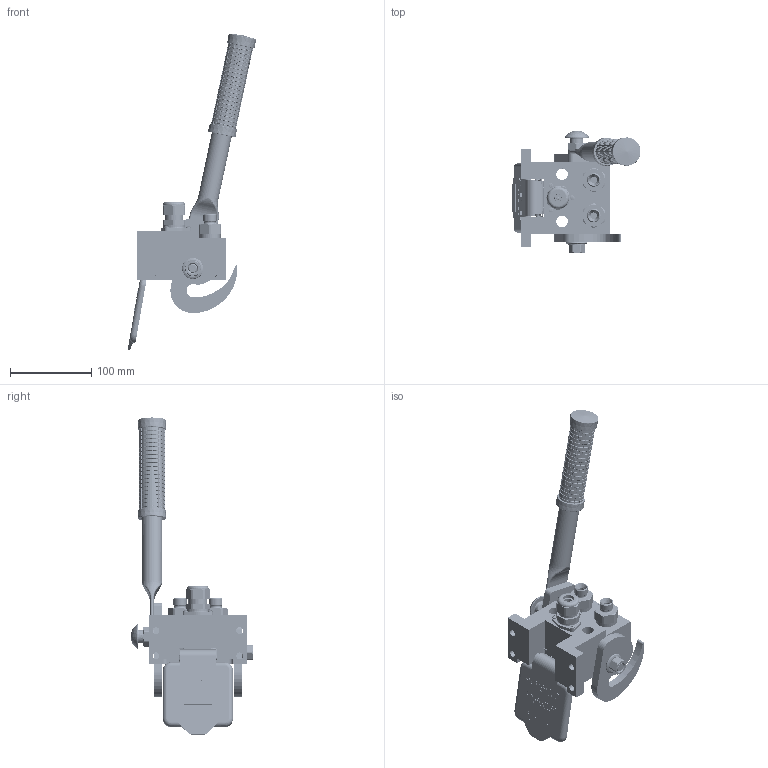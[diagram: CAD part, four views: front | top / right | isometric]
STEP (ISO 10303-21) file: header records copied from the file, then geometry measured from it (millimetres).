
FILE_DESCRIPTION (( 'STEP AP214' ), '1' );
FILE_NAME ('FASTER.step', '2024-06-05T08:04:14', ( '' ), ( '' ), 'SwSTEP 2.0', 'SolidWorks 2017', '' );
FILE_SCHEMA (( 'AUTOMOTIVE_DESIGN' ));
Length unit declared in the file: millimetre
Products named in the file (42): Copia di 4850_007_0001_000.prt^corspel08-7_f; 4830_025_0000_001; Copia di 4850_032_0000_000.prt^Copia di inspel08-7_f.asm_corspel08-7_f; 4820_024_1001_020; 4830_044_0000_000; 4830_070_0000_001; A_2ffnb3816_38gf; corspel08-7_f; 4830_025_1000_000; 2ffnb3816_38gf; 4830_022_0000_011; 0048_042_0412_000; sicura_p5; 4820_024_1001_000; 4820_001_0004_000; 4820_024_1001_010; 4241_072_0000_200; FASTER; 4850_024_2000_011; 4830_001_0005_300; 4820_024_1001_000_ASM; Copia di 4850_007_0003_000.prt^corspel08-7_f; CURS_MOLLA_38; et011; 4820_020_0000_001; 4850_007_0000_000; Copia di inspel08-7_f.asm^corspel08-7_f; 4132_072_0000_300; or2x18; 4830_001_0005_301; Copia di inspel08-7_f.prt^Copia di inspel08-7_f.asm_corspel08-7_f; 4850_024_0000_012; 4830_025_2000_000; or1_5x7_m; 4132_014_0000_000; Copia di 4830_042_0000_000.prt^corspel08-7_f; 1540_080_0012_000; 4820_001_0001_004; 4820_024_1001_021; P306_F_BASE ...
Assembly tree (54 placements, depth 5):
  FASTER
    P306_F_BASE
      4820_020_0000_001
      4820_001_0001_004
      4820_001_0004_000
      4830_001_0005_300
      4830_001_0005_301
      4830_025_1000_000
      4830_022_0000_011
      4830_070_0000_001
    conn_7p_f
      corspel08-7_f
        Copia di 4850_007_0001_000.prt^corspel08-7_f
        Copia di inspel08-7_f.asm^corspel08-7_f
          Copia di inspel08-7_f.prt^Copia di inspel08-7_f.asm_corspel08-7_f
          Copia di 4850_032_0000_000.prt^Copia di inspel08-7_f.asm_corspel08-7_f  x7
        Copia di 4850_007_0003_000.prt^corspel08-7_f
        Copia di 4830_042_0000_000.prt^corspel08-7_f
      4830_044_0000_000  x3
      4850_007_0000_000
      4241_072_0000_200
    A_2ffnb3816_38gf  x2
      CURS_MOLLA_38
        4132_072_0000_300
        4132_014_0000_000
      2ffnb3816_38gf
        2ffnb3816_38gf
    4820_024_1001_000
      4820_024_1001_000_ASM
        4850_024_2000_011
        4820_024_1001_010
        4820_024_1001_021
      sicura_p5
        4830_025_0000_001
        or1_5x7_m
        0048_042_0412_000
      4830_025_1000_000
      4830_022_0000_011
      4820_024_1001_020
      1540_080_0012_000
      4830_025_2000_000
      4850_024_0000_012
      4830_070_0000_001
      or2x18  x2
    et011
Bounding box: 158.65 x 150.83 x 390.03 mm (x, y, z)
Volume: 196473.9 mm3; surface area: 277942.1 mm2
Topology: 43 solids, 84 shells, 5428 faces, 14162 edges, 9010 vertices
Faces by surface type: plane 2236, cylinder 1833, torus 610, bspline 376, cone 341, sphere 32
Entity records: 206099 total; most frequent: CARTESIAN_POINT 89228, ORIENTED_EDGE 24514, DIRECTION 20779, EDGE_CURVE 12360, VERTEX_POINT 7928, VECTOR 7135, LINE 7135, AXIS2_PLACEMENT_3D 6822
